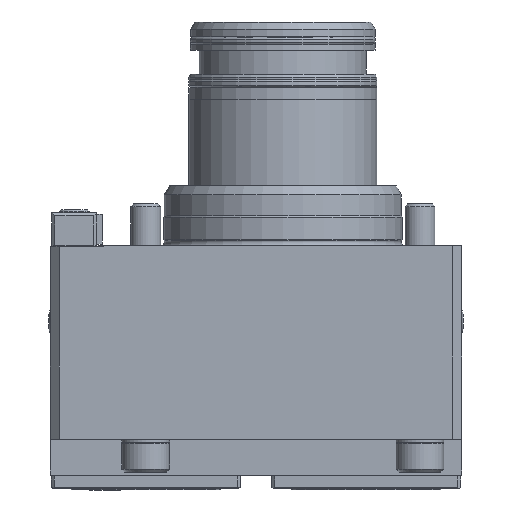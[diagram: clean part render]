
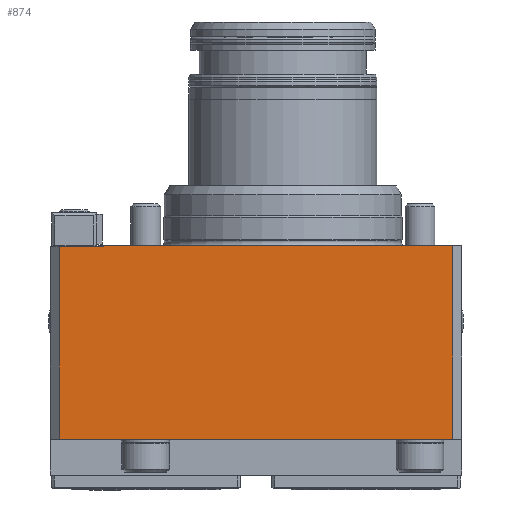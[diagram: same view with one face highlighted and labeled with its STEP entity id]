
A CAD part, front view. The second image highlights one B-rep face of the part: STEP entity #874.
In plain terms, the highlighted planar face has unit normal (0, -1, 0).
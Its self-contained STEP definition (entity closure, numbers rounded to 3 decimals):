
#167=LINE('',#4934,#367);
#198=LINE('',#5013,#398);
#203=LINE('',#5041,#403);
#204=LINE('',#5043,#404);
#205=LINE('',#5045,#405);
#206=LINE('',#5046,#406);
#207=LINE('',#5047,#407);
#208=LINE('',#5049,#408);
#367=VECTOR('',#3696,1.);
#398=VECTOR('',#3769,1.);
#403=VECTOR('',#3786,1.);
#404=VECTOR('',#3789,1.);
#405=VECTOR('',#3790,1.);
#406=VECTOR('',#3791,1.);
#407=VECTOR('',#3792,1.);
#408=VECTOR('',#3793,1.);
#874=ADVANCED_FACE('',(#1092),#998,.T.);
#998=PLANE('',#3064);
#1092=FACE_OUTER_BOUND('',#1353,.T.);
#1353=EDGE_LOOP('',(#1921,#1922,#1923,#1924,#1925,#1926,#1927,#1928));
#1921=ORIENTED_EDGE('',*,*,#2613,.T.);
#1922=ORIENTED_EDGE('',*,*,#2563,.T.);
#1923=ORIENTED_EDGE('',*,*,#2614,.F.);
#1924=ORIENTED_EDGE('',*,*,#2615,.F.);
#1925=ORIENTED_EDGE('',*,*,#2616,.F.);
#1926=ORIENTED_EDGE('',*,*,#2617,.F.);
#1927=ORIENTED_EDGE('',*,*,#2618,.T.);
#1928=ORIENTED_EDGE('',*,*,#2603,.T.);
#2249=VERTEX_POINT('',#4879);
#2257=VERTEX_POINT('',#4905);
#2269=VERTEX_POINT('',#4933);
#2270=VERTEX_POINT('',#4935);
#2296=VERTEX_POINT('',#5012);
#2297=VERTEX_POINT('',#5014);
#2302=VERTEX_POINT('',#5044);
#2303=VERTEX_POINT('',#5048);
#2563=EDGE_CURVE('',#2270,#2269,#167,.T.);
#2603=EDGE_CURVE('',#2297,#2296,#198,.T.);
#2613=EDGE_CURVE('',#2296,#2270,#203,.T.);
#2614=EDGE_CURVE('',#2302,#2269,#204,.T.);
#2615=EDGE_CURVE('',#2257,#2302,#205,.T.);
#2616=EDGE_CURVE('',#2249,#2257,#206,.T.);
#2617=EDGE_CURVE('',#2303,#2249,#207,.T.);
#2618=EDGE_CURVE('',#2303,#2297,#208,.T.);
#3064=AXIS2_PLACEMENT_3D('',#5050,#3794,#3795);
#3696=DIRECTION('',(-1.,0.,0.));
#3769=DIRECTION('',(-1.,0.,0.));
#3786=DIRECTION('',(0.,0.,-1.));
#3789=DIRECTION('',(0.,0.,1.));
#3790=DIRECTION('',(-1.,0.,0.));
#3791=DIRECTION('',(-1.,0.,0.));
#3792=DIRECTION('',(-1.,0.,0.));
#3793=DIRECTION('',(0.,0.,1.));
#3794=DIRECTION('',(0.,-1.,0.));
#3795=DIRECTION('',(-1.,0.,0.));
#4879=CARTESIAN_POINT('',(46.,-49.,-65.));
#4905=CARTESIAN_POINT('',(-46.,-49.,-65.));
#4933=CARTESIAN_POINT('',(-75.,-49.,-0.3));
#4934=CARTESIAN_POINT('',(-60.,-49.,-0.3));
#4935=CARTESIAN_POINT('',(-60.,-49.,-0.3));
#5012=CARTESIAN_POINT('',(-60.,-49.,0.));
#5013=CARTESIAN_POINT('',(57.,-49.,0.));
#5014=CARTESIAN_POINT('',(57.,-49.,0.));
#5041=CARTESIAN_POINT('',(-60.,-49.,0.));
#5043=CARTESIAN_POINT('',(-75.,-49.,-77.));
#5044=CARTESIAN_POINT('',(-75.,-49.,-65.));
#5045=CARTESIAN_POINT('',(-75.,-49.,-65.));
#5046=CARTESIAN_POINT('',(-75.,-49.,-65.));
#5047=CARTESIAN_POINT('',(-75.,-49.,-65.));
#5048=CARTESIAN_POINT('',(57.,-49.,-65.));
#5049=CARTESIAN_POINT('',(57.,-49.,-20.));
#5050=CARTESIAN_POINT('',(22.,-49.,-54.767));
